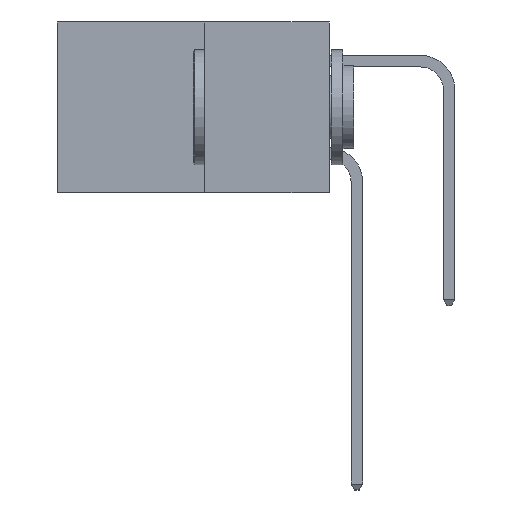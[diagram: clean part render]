
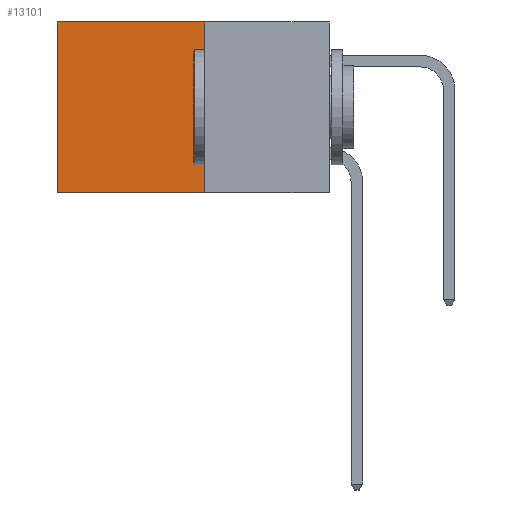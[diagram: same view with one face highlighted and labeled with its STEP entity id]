
A CAD part, left-side view. The second image highlights one B-rep face of the part: STEP entity #13101.
In plain terms, the highlighted planar face has unit normal (-1, 0, 0).
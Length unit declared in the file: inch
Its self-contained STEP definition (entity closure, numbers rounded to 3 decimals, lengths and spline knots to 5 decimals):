
#81 = ORIENTED_EDGE ( 'NONE', *, *, #13735, .T. ) ;
#191 = DIRECTION ( 'NONE',  ( 0., 1., 0. ) ) ;
#917 = LINE ( 'NONE', #8876, #13705 ) ;
#1550 = CARTESIAN_POINT ( 'NONE',  ( 0.277, 0.27, -0.37 ) ) ;
#2268 = VERTEX_POINT ( 'NONE', #13612 ) ;
#2766 = CARTESIAN_POINT ( 'NONE',  ( 0.277, 0.59, -0.37 ) ) ;
#2835 = DIRECTION ( 'NONE',  ( 0., 1., 0. ) ) ;
#2890 = CARTESIAN_POINT ( 'NONE',  ( 0.277, 0.27, -0.37 ) ) ;
#3898 = CARTESIAN_POINT ( 'NONE',  ( 0.277, 0.27, 0. ) ) ;
#3972 = DIRECTION ( 'NONE',  ( 0., 0., -1. ) ) ;
#4003 = DIRECTION ( 'NONE',  ( 0., 0., -1. ) ) ;
#4788 = LINE ( 'NONE', #3898, #7747 ) ;
#6852 = ORIENTED_EDGE ( 'NONE', *, *, #11217, .F. ) ;
#7093 = VERTEX_POINT ( 'NONE', #2890 ) ;
#7327 = CARTESIAN_POINT ( 'NONE',  ( 0.277, 0.59, -0.37 ) ) ;
#7642 = DIRECTION ( 'NONE',  ( 0., 0., -1. ) ) ;
#7747 = VECTOR ( 'NONE', #191, 39.37008 ) ;
#7878 = VECTOR ( 'NONE', #2835, 39.37008 ) ;
#8261 = LINE ( 'NONE', #1550, #7878 ) ;
#8748 = EDGE_LOOP ( 'NONE', ( #12328, #6852, #9246, #81 ) ) ;
#8876 = CARTESIAN_POINT ( 'NONE',  ( 0.277, 0.27, -0.37 ) ) ;
#9246 = ORIENTED_EDGE ( 'NONE', *, *, #13085, .F. ) ;
#9786 = VERTEX_POINT ( 'NONE', #14057 ) ;
#9961 = LINE ( 'NONE', #2766, #10747 ) ;
#10161 = PLANE ( 'NONE',  #12218 ) ;
#10452 = FACE_OUTER_BOUND ( 'NONE', #8748, .T. ) ;
#10747 = VECTOR ( 'NONE', #4003, 39.37008 ) ;
#11217 = EDGE_CURVE ( 'NONE', #7093, #12862, #8261, .T. ) ;
#11351 = CARTESIAN_POINT ( 'NONE',  ( 0.277, 0.27, -0.37 ) ) ;
#11398 = DIRECTION ( 'NONE',  ( 1., 0., 0. ) ) ;
#11790 = EDGE_CURVE ( 'NONE', #9786, #12862, #9961, .T. ) ;
#12218 = AXIS2_PLACEMENT_3D ( 'NONE', #11351, #11398, #3972 ) ;
#12328 = ORIENTED_EDGE ( 'NONE', *, *, #11790, .T. ) ;
#12862 = VERTEX_POINT ( 'NONE', #7327 ) ;
#13085 = EDGE_CURVE ( 'NONE', #2268, #7093, #917, .T. ) ;
#13101 = ADVANCED_FACE ( 'NONE', ( #10452 ), #10161, .F. ) ;
#13612 = CARTESIAN_POINT ( 'NONE',  ( 0.277, 0.27, 0. ) ) ;
#13705 = VECTOR ( 'NONE', #7642, 39.37008 ) ;
#13735 = EDGE_CURVE ( 'NONE', #2268, #9786, #4788, .T. ) ;
#14057 = CARTESIAN_POINT ( 'NONE',  ( 0.277, 0.59, 0. ) ) ;
